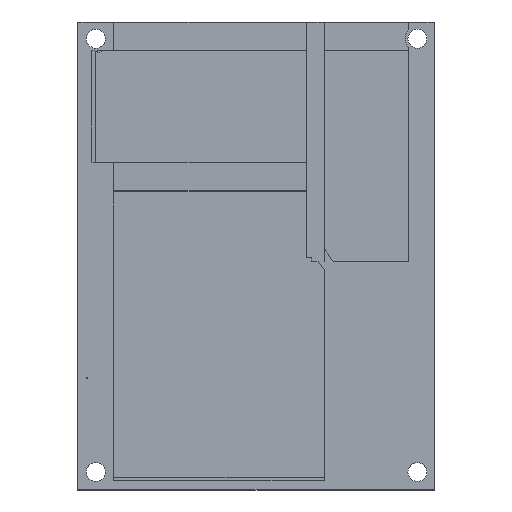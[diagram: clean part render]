
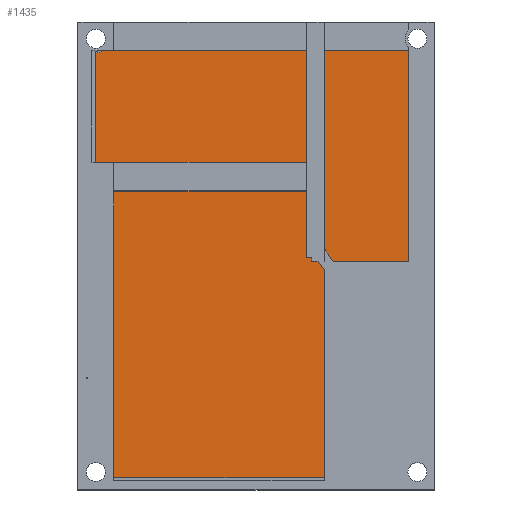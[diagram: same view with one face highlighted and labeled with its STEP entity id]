
A CAD part, top view. The second image highlights one B-rep face of the part: STEP entity #1435.
In plain terms, the highlighted planar face has unit normal (0, 0, 1).
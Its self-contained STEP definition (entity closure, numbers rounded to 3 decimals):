
#89=CIRCLE('',#1541,4.);
#90=CIRCLE('',#1542,4.);
#91=CIRCLE('',#1543,4.);
#92=CIRCLE('',#1544,4.);
#157=FACE_OUTER_BOUND('',#240,.T.);
#240=EDGE_LOOP('',(#1231,#1232,#1233,#1234,#1235,#1236,#1237,#1238));
#402=LINE('',#2276,#566);
#403=LINE('',#2280,#567);
#404=LINE('',#2284,#568);
#405=LINE('',#2287,#569);
#566=VECTOR('',#1858,10.);
#567=VECTOR('',#1861,10.);
#568=VECTOR('',#1864,10.);
#569=VECTOR('',#1867,10.);
#699=VERTEX_POINT('',#2272);
#700=VERTEX_POINT('',#2273);
#701=VERTEX_POINT('',#2275);
#702=VERTEX_POINT('',#2277);
#703=VERTEX_POINT('',#2279);
#704=VERTEX_POINT('',#2281);
#705=VERTEX_POINT('',#2283);
#706=VERTEX_POINT('',#2285);
#882=EDGE_CURVE('',#699,#700,#89,.T.);
#883=EDGE_CURVE('',#700,#701,#402,.T.);
#884=EDGE_CURVE('',#701,#702,#90,.T.);
#885=EDGE_CURVE('',#702,#703,#403,.T.);
#886=EDGE_CURVE('',#703,#704,#91,.T.);
#887=EDGE_CURVE('',#704,#705,#404,.T.);
#888=EDGE_CURVE('',#705,#706,#92,.T.);
#889=EDGE_CURVE('',#706,#699,#405,.T.);
#1231=ORIENTED_EDGE('',*,*,#882,.T.);
#1232=ORIENTED_EDGE('',*,*,#883,.T.);
#1233=ORIENTED_EDGE('',*,*,#884,.T.);
#1234=ORIENTED_EDGE('',*,*,#885,.T.);
#1235=ORIENTED_EDGE('',*,*,#886,.T.);
#1236=ORIENTED_EDGE('',*,*,#887,.T.);
#1237=ORIENTED_EDGE('',*,*,#888,.T.);
#1238=ORIENTED_EDGE('',*,*,#889,.T.);
#1374=PLANE('',#1540);
#1435=ADVANCED_FACE('',(#157),#1374,.F.);
#1540=AXIS2_PLACEMENT_3D('',#2271,#1854,#1855);
#1541=AXIS2_PLACEMENT_3D('',#2274,#1856,#1857);
#1542=AXIS2_PLACEMENT_3D('',#2278,#1859,#1860);
#1543=AXIS2_PLACEMENT_3D('',#2282,#1862,#1863);
#1544=AXIS2_PLACEMENT_3D('',#2286,#1865,#1866);
#1854=DIRECTION('center_axis',(0.,0.,-1.));
#1855=DIRECTION('ref_axis',(1.,0.,0.));
#1856=DIRECTION('center_axis',(0.,0.,-1.));
#1857=DIRECTION('ref_axis',(1.,0.,0.));
#1858=DIRECTION('',(1.,0.,0.));
#1859=DIRECTION('center_axis',(0.,0.,-1.));
#1860=DIRECTION('ref_axis',(1.,0.,0.));
#1861=DIRECTION('',(0.,1.,0.));
#1862=DIRECTION('center_axis',(0.,0.,-1.));
#1863=DIRECTION('ref_axis',(1.,0.,0.));
#1864=DIRECTION('',(-1.,0.,0.));
#1865=DIRECTION('center_axis',(0.,0.,-1.));
#1866=DIRECTION('ref_axis',(1.,0.,0.));
#1867=DIRECTION('',(0.,-1.,0.));
#2271=CARTESIAN_POINT('Origin',(50.635,66.51,-3.));
#2272=CARTESIAN_POINT('',(5.08,9.08,-3.));
#2273=CARTESIAN_POINT('',(8.755,3.5,-3.));
#2274=CARTESIAN_POINT('Origin',(5.08,5.08,-3.));
#2275=CARTESIAN_POINT('',(92.845,3.5,-3.));
#2276=CARTESIAN_POINT('',(101.27,3.5,-3.));
#2277=CARTESIAN_POINT('',(97.27,9.009,-3.));
#2278=CARTESIAN_POINT('Origin',(96.52,5.08,-3.));
#2279=CARTESIAN_POINT('',(97.27,124.341,-3.));
#2280=CARTESIAN_POINT('',(97.27,0.,-3.));
#2281=CARTESIAN_POINT('',(94.421,124.865,-3.));
#2282=CARTESIAN_POINT('Origin',(96.52,128.27,-3.));
#2283=CARTESIAN_POINT('',(7.179,124.865,-3.));
#2284=CARTESIAN_POINT('',(101.27,124.865,-3.));
#2285=CARTESIAN_POINT('',(5.08,124.27,-3.));
#2286=CARTESIAN_POINT('Origin',(5.08,128.27,-3.));
#2287=CARTESIAN_POINT('',(5.08,0.,-3.));
